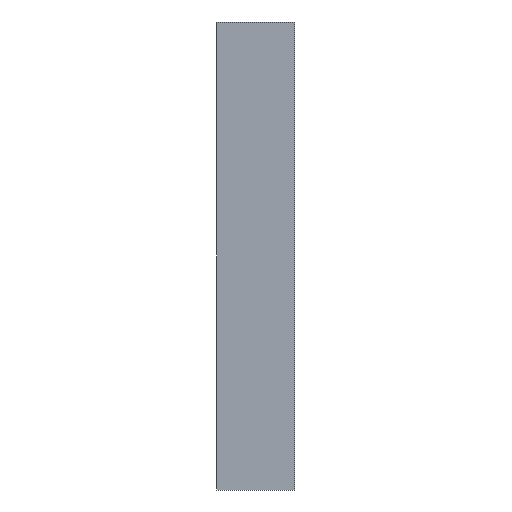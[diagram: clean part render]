
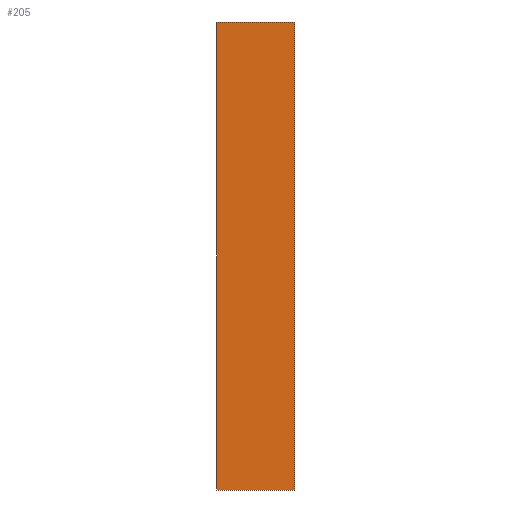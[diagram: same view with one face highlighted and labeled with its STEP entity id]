
A CAD part, left-side view. The second image highlights one B-rep face of the part: STEP entity #205.
In plain terms, the highlighted planar face has unit normal (-1, 0, 0).
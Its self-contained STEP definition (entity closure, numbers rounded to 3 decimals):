
#125 = VERTEX_POINT ( 'NONE', #672 ) ;
#126 = VERTEX_POINT ( 'NONE', #599 ) ;
#135 = EDGE_LOOP ( 'NONE', ( #207, #206, #211, #201 ) ) ;
#200 = EDGE_CURVE ( 'NONE', #227, #125, #752, .T. ) ;
#201 = ORIENTED_EDGE ( 'NONE', *, *, #200, .T. ) ;
#205 = ADVANCED_FACE ( 'NONE', ( #758 ), #552, .F. ) ;
#206 = ORIENTED_EDGE ( 'NONE', *, *, #208, .F. ) ;
#207 = ORIENTED_EDGE ( 'NONE', *, *, #219, .T. ) ;
#208 = EDGE_CURVE ( 'NONE', #228, #126, #753, .T. ) ;
#209 = EDGE_CURVE ( 'NONE', #227, #228, #740, .T. ) ;
#211 = ORIENTED_EDGE ( 'NONE', *, *, #209, .F. ) ;
#219 = EDGE_CURVE ( 'NONE', #125, #126, #713, .T. ) ;
#227 = VERTEX_POINT ( 'NONE', #727 ) ;
#228 = VERTEX_POINT ( 'NONE', #701 ) ;
#552 = PLANE ( 'NONE',  #757 ) ;
#599 = CARTESIAN_POINT ( 'NONE',  ( -45., 0., 45. ) ) ;
#672 = CARTESIAN_POINT ( 'NONE',  ( -45., 0., -45. ) ) ;
#701 = CARTESIAN_POINT ( 'NONE',  ( -45., 15., 45. ) ) ;
#710 = DIRECTION ( 'NONE',  ( 0., 0., 1. ) ) ;
#711 = VECTOR ( 'NONE', #710, 1000. ) ;
#712 = CARTESIAN_POINT ( 'NONE',  ( -45., 0., 45. ) ) ;
#713 = LINE ( 'NONE', #712, #711 ) ;
#727 = CARTESIAN_POINT ( 'NONE',  ( -45., 15., -45. ) ) ;
#737 = DIRECTION ( 'NONE',  ( 0., 0., 1. ) ) ;
#738 = VECTOR ( 'NONE', #737, 1000. ) ;
#739 = CARTESIAN_POINT ( 'NONE',  ( -45., 15., 45. ) ) ;
#740 = LINE ( 'NONE', #739, #738 ) ;
#741 = DIRECTION ( 'NONE',  ( 0., -1., 0. ) ) ;
#742 = VECTOR ( 'NONE', #741, 1000. ) ;
#745 = DIRECTION ( 'NONE',  ( 0., 0., -1. ) ) ;
#746 = DIRECTION ( 'NONE',  ( 1., 0., 0. ) ) ;
#747 = CARTESIAN_POINT ( 'NONE',  ( -45., 15., 45. ) ) ;
#748 = CARTESIAN_POINT ( 'NONE',  ( -45., 15., 45. ) ) ;
#749 = DIRECTION ( 'NONE',  ( 0., -1., 0. ) ) ;
#750 = VECTOR ( 'NONE', #749, 1000. ) ;
#751 = CARTESIAN_POINT ( 'NONE',  ( -45., 15., -45. ) ) ;
#752 = LINE ( 'NONE', #751, #750 ) ;
#753 = LINE ( 'NONE', #748, #742 ) ;
#757 = AXIS2_PLACEMENT_3D ( 'NONE', #747, #746, #745 ) ;
#758 = FACE_OUTER_BOUND ( 'NONE', #135, .T. ) ;
